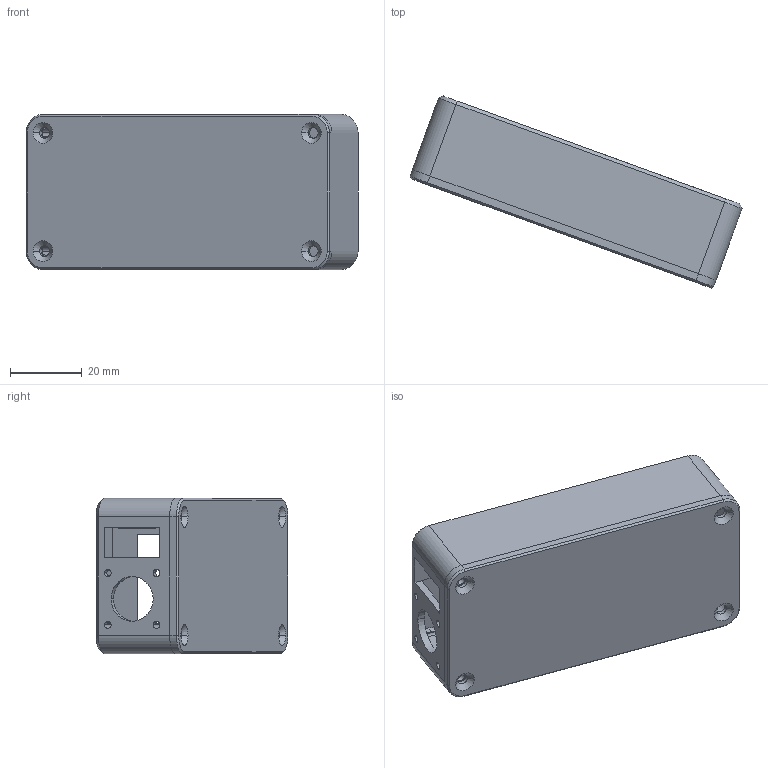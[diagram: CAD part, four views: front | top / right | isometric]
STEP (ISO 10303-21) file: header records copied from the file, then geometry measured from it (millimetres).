
FILE_DESCRIPTION (( 'STEP AP203' ), '1' );
FILE_NAME ('AxxSolder_Portable_without_stand.STEP', '2023-10-21T14:28:23', ( '' ), ( '' ), 'SwSTEP 2.0', 'SolidWorks 2020', '' );
FILE_SCHEMA (( 'CONFIG_CONTROL_DESIGN' ));
Length unit declared in the file: millimetre
Products named in the file (1): AxxSolder_Portable_without_stand
Bounding box: 92.71 x 53.59 x 43.4 mm (x, y, z)
Volume: 25228.3 mm3; surface area: 26061.8 mm2
Topology: 2 solids, 2 shells, 180 faces, 473 edges, 304 vertices
Faces by surface type: plane 84, cylinder 72, cone 24
Entity records: 5737 total; most frequent: CARTESIAN_POINT 1016, DIRECTION 996, ORIENTED_EDGE 946, EDGE_CURVE 473, AXIS2_PLACEMENT_3D 348, VERTEX_POINT 304, LINE 300, VECTOR 300
